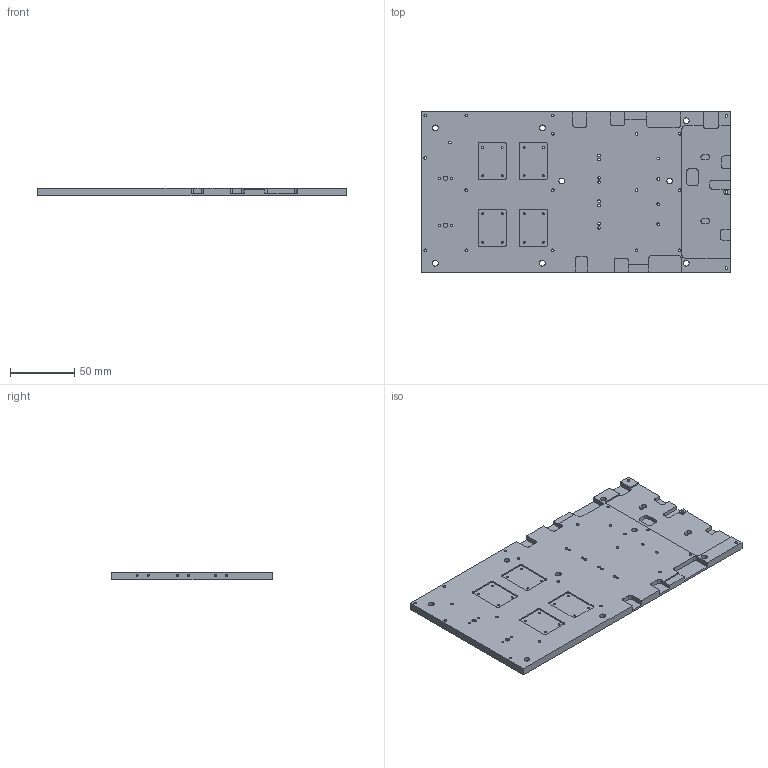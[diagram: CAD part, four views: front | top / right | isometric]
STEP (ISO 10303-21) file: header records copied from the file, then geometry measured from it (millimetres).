
FILE_DESCRIPTION(('STEP AP203'), '1');
FILE_NAME('ÅÐÂË.741424.005_Îñíîâàíèå èçì.1[3]', '', ('UNSPECIFIED'), ('UNSPECIFIED'), 'C3D Converter', 'C3D Toolkit', '');
FILE_SCHEMA(('CONFIG_CONTROL_DESIGN'));
Length unit declared in the file: millimetre
Products named in the file (1): ЕРВЛ.741424.005_Основание изм.1[2]
Bounding box: 240.2 x 124.8 x 6 mm (x, y, z)
Volume: 165241.3 mm3; surface area: 67926.6 mm2
Topology: 1 solids, 1 shells, 212 faces, 595 edges, 394 vertices
Faces by surface type: cylinder 115, plane 91, cone 6
Full cylindrical faces by diameter (mm): 1.6 x26, 2.05 x32, 3.5 x2, 4.5 x8
Entity records: 9063 total; most frequent: CARTESIAN_POINT 1740, DIRECTION 1159, ORIENTED_EDGE 1030, EDGE_CURVE 515, AXIS2_PLACEMENT_3D 437, EDGE_LOOP 415, VERTEX_POINT 388, LINE 285
